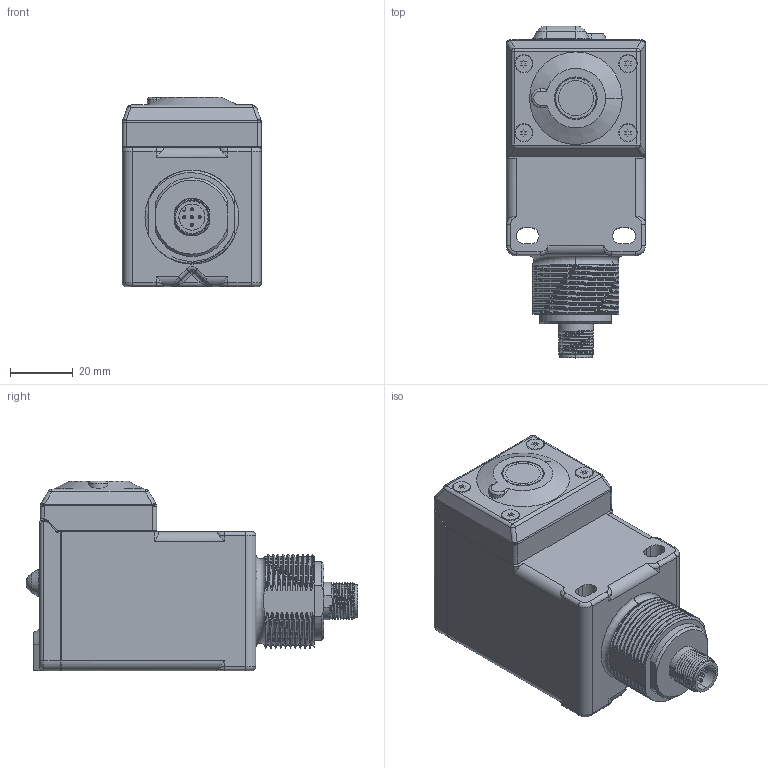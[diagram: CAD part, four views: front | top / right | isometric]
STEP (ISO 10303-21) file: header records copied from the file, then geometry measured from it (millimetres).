
FILE_DESCRIPTION((''),'2;1');
FILE_NAME('156719_ASM','2015-11-16T',('pdmadmin'),(''),'PRO/ENGINEER BY PARAMETRIC TECHNOLOGY CORPORATION, 2013230','PRO/ENGINEER BY PARAMETRIC TECHNOLOGY CORPORATION, 2013230','');
FILE_SCHEMA(('CONFIG_CONTROL_DESIGN'));
Products named in the file (12): 128327; 34619; 14840; 35813; 126238_ASM; 43700; TRANSDUCER; 59376_ASM; 107054; 41089_NO_ORING; 48355; 156719_ASM
Assembly tree (14 placements, depth 3):
  156719_ASM
    128327
    126238_ASM
      34619
      14840
      35813
    59376_ASM
      43700
      TRANSDUCER
    107054
    41089_NO_ORING
    48355  x4
Bounding box: 44.53 x 106.03 x 60.5 mm (x, y, z)
Volume: 73909.4 mm3; surface area: 52531.2 mm2
Topology: 12 solids, 12 shells, 1200 faces, 3000 edges, 1850 vertices
Faces by surface type: cylinder 423, plane 420, bspline 177, cone 76, torus 61, sphere 43
Entity records: 56302 total; most frequent: CARTESIAN_POINT 30088, ORIENTED_EDGE 5664, DIRECTION 5027, EDGE_CURVE 2832, AXIS2_PLACEMENT_3D 1802, VERTEX_POINT 1754, VECTOR 1423, LINE 1423
